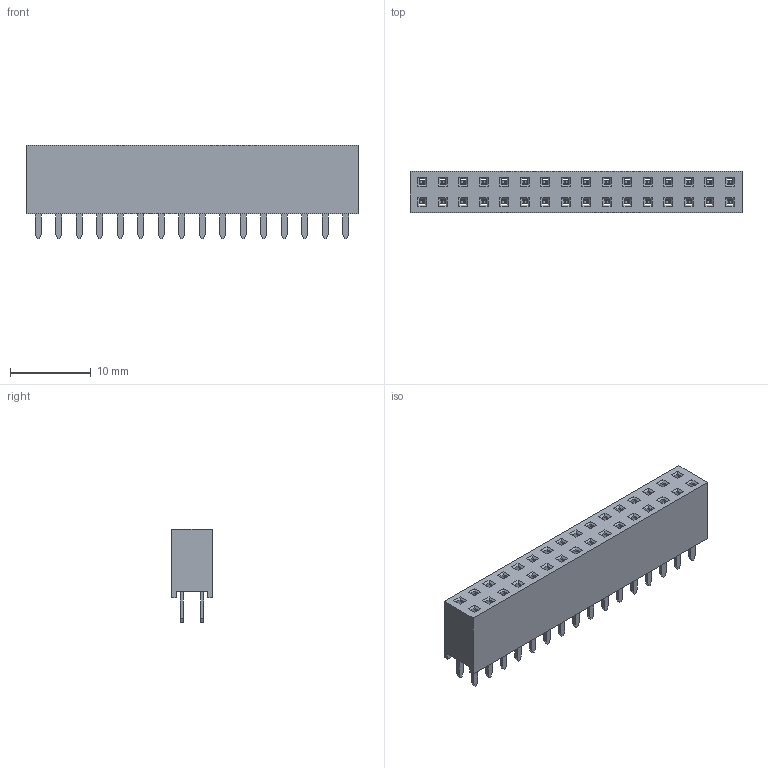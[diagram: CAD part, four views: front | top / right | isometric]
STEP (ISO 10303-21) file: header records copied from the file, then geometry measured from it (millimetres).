
FILE_DESCRIPTION(/* description */ ('Unknown'),/* implementation_level */ '2;1');
FILE_NAME(/* name */ '61303221821',/* time_stamp */ '2022-06-30T08:01:42+02:00',/* author */ ('Unknown'),/* organization */ ('Unknown'),/* preprocessor_version */ 'ST-DEVELOPER v16.7',/* originating_system */ 'Solid Edge',/* authorisation */ 'Unknown');
FILE_SCHEMA (('AUTOMOTIVE_DESIGN {1 0 10303 214 3 1 1}'));
Length unit declared in the file: millimetre
Products named in the file (3): 6130xx21821; 61303221821; 6130xx21821_PIN
Assembly tree (33 placements, depth 2):
  6130xx21821
    61303221821
    6130xx21821_PIN  x32
Bounding box: 41.14 x 5.08 x 11.6 mm (x, y, z)
Volume: 1441 mm3; surface area: 3551.2 mm2
Topology: 33 solids, 33 shells, 1322 faces, 3512 edges, 2256 vertices
Faces by surface type: plane 1002, cylinder 192, bspline 64, torus 64
Entity records: 13157 total; most frequent: CARTESIAN_POINT 2328, ORIENTED_EDGE 2242, DIRECTION 2045, EDGE_CURVE 1121, LINE 1099, VECTOR 1099, VERTEX_POINT 704, EDGE_LOOP 489
